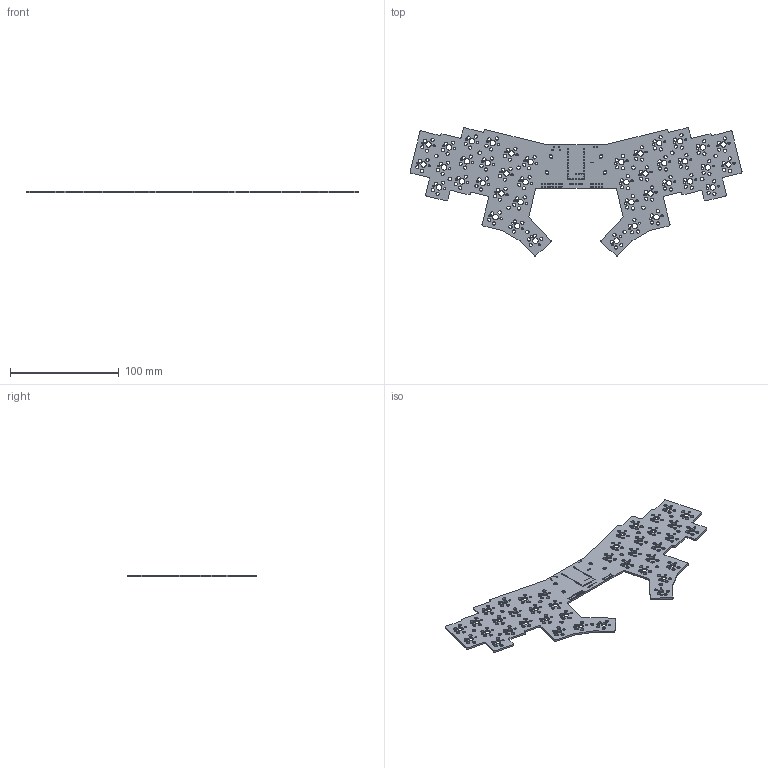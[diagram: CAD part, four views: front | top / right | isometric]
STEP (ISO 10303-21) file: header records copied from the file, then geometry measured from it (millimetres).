
FILE_DESCRIPTION(('KiCad electronic assembly'),'2;1');
FILE_NAME('fairyboard.step','2024-10-20T19:29:43',('Pcbnew'),('Kicad'), 'Open CASCADE STEP processor 7.7','KiCad to STEP converter','Unknown' );
FILE_SCHEMA(('AUTOMOTIVE_DESIGN { 1 0 10303 214 1 1 1 1 }'));
Length unit declared in the file: millimetre
Products named in the file (2): fairyboard 1; fairyboard_PCB
Assembly tree (1 placements, depth 2):
  fairyboard 1
    fairyboard_PCB
Bounding box: 305.55 x 118.34 x 1.6 mm (x, y, z)
Volume: 26501.9 mm3; surface area: 39605.8 mm2
Topology: 1 solids, 1 shells, 732 faces, 2190 edges, 1460 vertices
Faces by surface type: cylinder 677, plane 55
Full cylindrical faces by diameter (mm): 0.4 x32, 0.75 x2, 0.9 x2, 1 x34, 1.092 x5, 1.1 x26, 1.3 x2, 2.2 x4, 3 x160, 3.2 x12, 5 x40
Entity records: 27101 total; most frequent: DIRECTION 5012, CARTESIAN_POINT 4384, ORIENTED_EDGE 4380, EDGE_CURVE 2190, AXIS2_PLACEMENT_3D 2088, FACE_BOUND 1530, EDGE_LOOP 1530, VERTEX_POINT 1460
